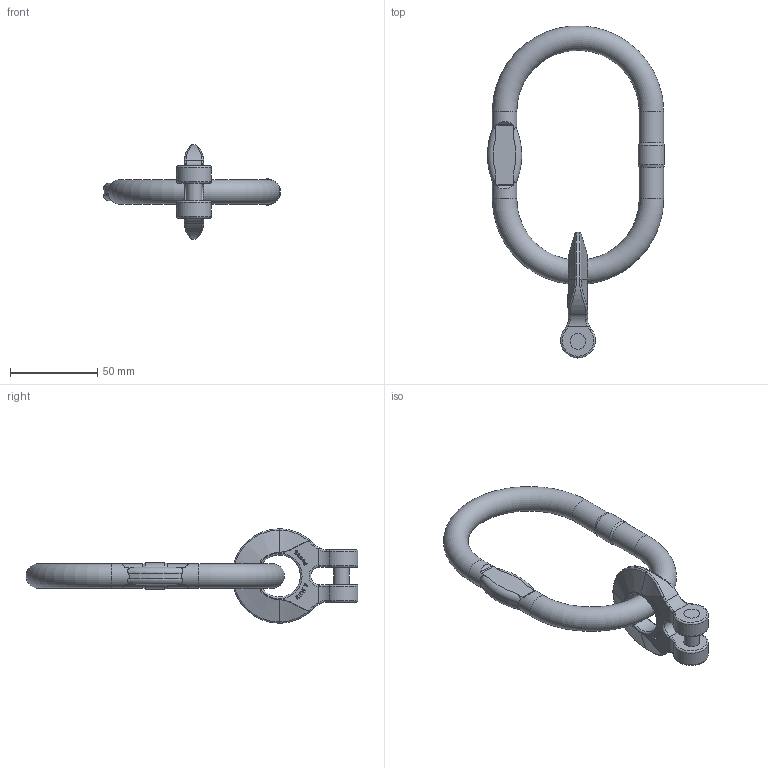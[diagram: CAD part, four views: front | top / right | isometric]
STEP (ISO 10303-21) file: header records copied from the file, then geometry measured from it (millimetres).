
FILE_DESCRIPTION(/* description */ (''),/* implementation_level */ '2;1');
FILE_NAME(/* name */ 'pewag_KMGW_1-7.stp',/* time_stamp */ '2022-07-18T16:24:51+02:00',/* author */ (''),/* organization */ (''),/* preprocessor_version */ 'ST-DEVELOPER v16',/* originating_system */ 'SIEMENS PLM Software NX 11.0',/* authorisation */ '');
FILE_SCHEMA (('AUTOMOTIVE_DESIGN { 1 0 10303 214 3 1 1 1 }'));
Length unit declared in the file: millimetre
Products named in the file (1): KSE46B4FC597mht
Bounding box: 101.29 x 189.93 x 54 mm (x, y, z)
Volume: 78298.5 mm3; surface area: 25087.9 mm2
Topology: 3 solids, 3 shells, 264 faces, 692 edges, 446 vertices
Faces by surface type: plane 98, extrusion 77, bspline 32, torus 30, cylinder 25, cone 2
Full cylindrical faces by diameter (mm): 9 x3, 14 x4, 15.05 x1, 24 x1
Entity records: 9807 total; most frequent: CARTESIAN_POINT 3983, ORIENTED_EDGE 1350, DIRECTION 856, EDGE_CURVE 675, VERTEX_POINT 444, B_SPLINE_CURVE_WITH_KNOTS 395, VECTOR 324, EDGE_LOOP 299
